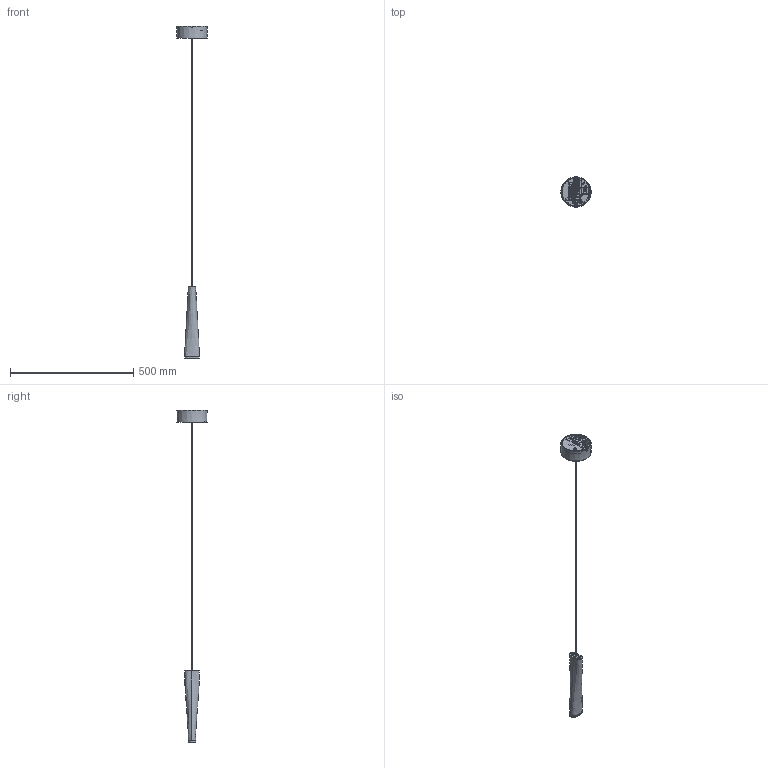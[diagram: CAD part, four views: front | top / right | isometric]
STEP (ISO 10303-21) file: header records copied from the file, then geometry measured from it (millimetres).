
FILE_DESCRIPTION(/* description */ ('This is a sample STEP configuration'),/* implementation_level */ '2;1');
FILE_NAME(/* name */ '184-202xxxxxxxxxx SIMPLE.ipt_Rev_00.1.stp',/* time_stamp */ '2023-04-17T15:10:19+02:00',/* author */ ('powerJobs'),/* organization */ ('coolOrange'),/* preprocessor_version */ 'ST-DEVELOPER v19.2',/* originating_system */ 'Autodesk Inventor 2023',/* authorisation */ '');
FILE_SCHEMA (('AUTOMOTIVE_DESIGN { 1 0 10303 214 3 1 1 }'));
Products named in the file (1): ENG000025774
Bounding box: 122.84 x 122.84 x 1345.32 mm (x, y, z)
Volume: 508476.3 mm3; surface area: 209794.4 mm2
Topology: 5 solids, 5 shells, 3167 faces, 8695 edges, 5647 vertices
Faces by surface type: plane 1830, cylinder 673, bspline 471, cone 143, torus 27, sphere 23
Full cylindrical faces by diameter (mm): 2.5 x67, 2.7 x1, 3 x1, 3.1 x1, 3.5 x1, 4 x3, 4.4 x1, 5 x1, 5.6 x2, 18 x1
Entity records: 153839 total; most frequent: CARTESIAN_POINT 76604, ORIENTED_EDGE 17330, DIRECTION 14173, EDGE_CURVE 8665, VERTEX_POINT 5647, LINE 5595, VECTOR 5595, AXIS2_PLACEMENT_3D 4289
